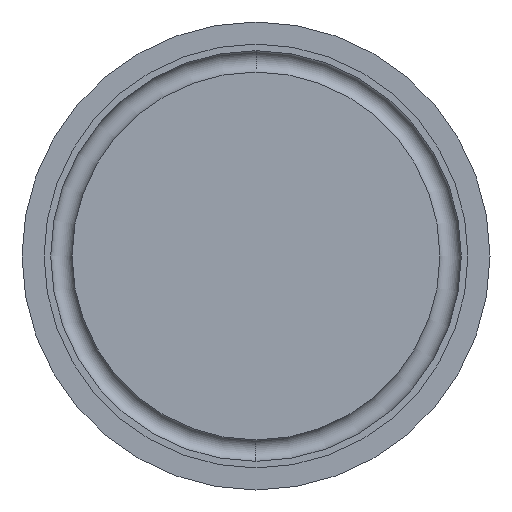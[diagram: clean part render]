
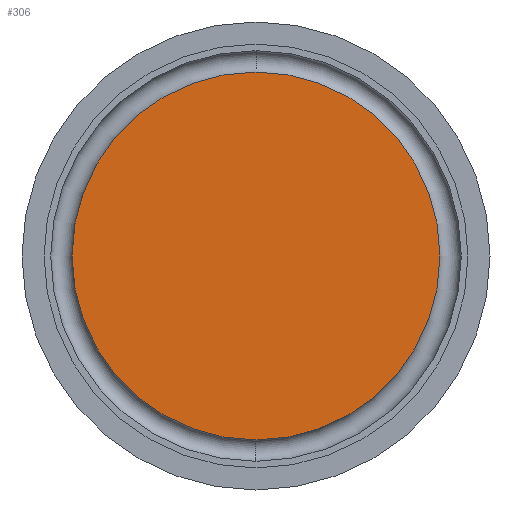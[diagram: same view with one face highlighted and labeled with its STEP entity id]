
A CAD part, left-side view. The second image highlights one B-rep face of the part: STEP entity #306.
In plain terms, the highlighted planar face has unit normal (-1, 0, 0).
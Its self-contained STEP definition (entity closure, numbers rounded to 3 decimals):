
#14 = AXIS2_PLACEMENT_3D ( 'NONE', #402, #449, #278 ) ;
#15 = CARTESIAN_POINT ( 'NONE',  ( -8.85, -27.86, 0. ) ) ;
#18 = EDGE_CURVE ( 'NONE', #483, #64, #416, .T. ) ;
#64 = VERTEX_POINT ( 'NONE', #287 ) ;
#65 = CARTESIAN_POINT ( 'NONE',  ( -8.85, 0., 0. ) ) ;
#113 = ORIENTED_EDGE ( 'NONE', *, *, #361, .T. ) ;
#125 = AXIS2_PLACEMENT_3D ( 'NONE', #15, #396, #215 ) ;
#141 = DIRECTION ( 'NONE',  ( 0., 0., -1. ) ) ;
#215 = DIRECTION ( 'NONE',  ( 0., 0., 1. ) ) ;
#278 = DIRECTION ( 'NONE',  ( 0., 0., 1. ) ) ;
#287 = CARTESIAN_POINT ( 'NONE',  ( -8.85, -27.86, -41.665 ) ) ;
#306 = ADVANCED_FACE ( 'NONE', ( #439 ), #309, .F. ) ;
#309 = PLANE ( 'NONE',  #381 ) ;
#333 = EDGE_LOOP ( 'NONE', ( #395, #113 ) ) ;
#361 = EDGE_CURVE ( 'NONE', #64, #483, #409, .T. ) ;
#381 = AXIS2_PLACEMENT_3D ( 'NONE', #65, #525, #141 ) ;
#395 = ORIENTED_EDGE ( 'NONE', *, *, #18, .T. ) ;
#396 = DIRECTION ( 'NONE',  ( -1., 0., 0. ) ) ;
#402 = CARTESIAN_POINT ( 'NONE',  ( -8.85, -27.86, 0. ) ) ;
#409 = CIRCLE ( 'NONE', #125, 41.665 ) ;
#416 = CIRCLE ( 'NONE', #14, 41.665 ) ;
#439 = FACE_OUTER_BOUND ( 'NONE', #333, .T. ) ;
#449 = DIRECTION ( 'NONE',  ( -1., 0., 0. ) ) ;
#483 = VERTEX_POINT ( 'NONE', #484 ) ;
#484 = CARTESIAN_POINT ( 'NONE',  ( -8.85, -27.86, 41.665 ) ) ;
#525 = DIRECTION ( 'NONE',  ( 1., 0., 0. ) ) ;
